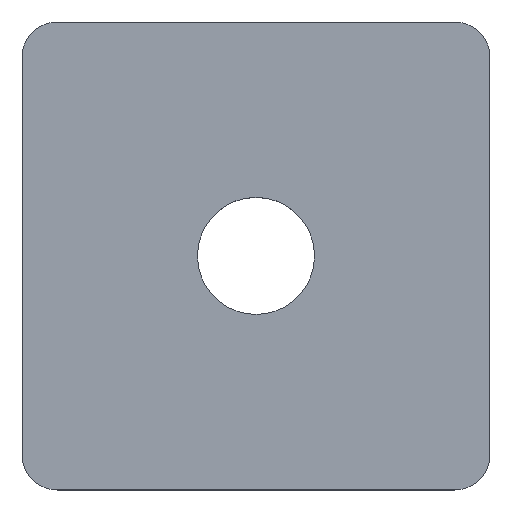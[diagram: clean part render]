
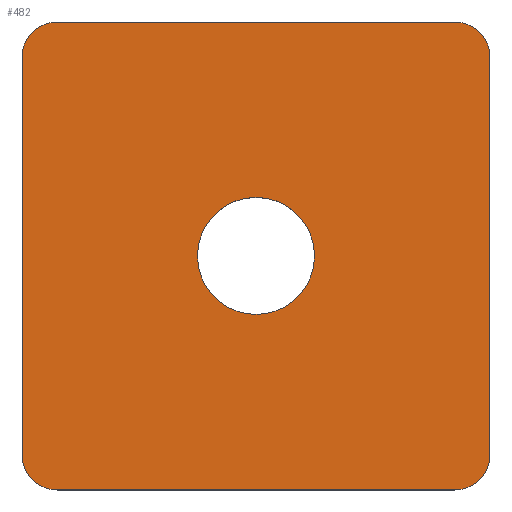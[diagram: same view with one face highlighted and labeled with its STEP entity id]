
A CAD part, top view. The second image highlights one B-rep face of the part: STEP entity #482.
In plain terms, the highlighted planar face has unit normal (0, 0, 1).
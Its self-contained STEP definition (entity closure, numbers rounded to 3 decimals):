
#12 = DIRECTION ( 'NONE',  ( 1., 0., 0. ) ) ;
#13 = VERTEX_POINT ( 'NONE', #496 ) ;
#20 = CARTESIAN_POINT ( 'NONE',  ( 8.5, -10., 1.5 ) ) ;
#48 = ORIENTED_EDGE ( 'NONE', *, *, #319, .T. ) ;
#49 = VERTEX_POINT ( 'NONE', #200 ) ;
#52 = ORIENTED_EDGE ( 'NONE', *, *, #300, .T. ) ;
#67 = CARTESIAN_POINT ( 'NONE',  ( 8.5, -8.5, 1.5 ) ) ;
#77 = ORIENTED_EDGE ( 'NONE', *, *, #304, .T. ) ;
#78 = CIRCLE ( 'NONE', #309, 1.5 ) ;
#84 = CIRCLE ( 'NONE', #333, 2.5 ) ;
#86 = CIRCLE ( 'NONE', #322, 1.5 ) ;
#100 = AXIS2_PLACEMENT_3D ( 'NONE', #413, #135, #450 ) ;
#101 = VERTEX_POINT ( 'NONE', #462 ) ;
#104 = CARTESIAN_POINT ( 'NONE',  ( -10., -8.5, 1.5 ) ) ;
#106 = DIRECTION ( 'NONE',  ( 1., 0., 0. ) ) ;
#135 = DIRECTION ( 'NONE',  ( 0., 0., 1. ) ) ;
#143 = ORIENTED_EDGE ( 'NONE', *, *, #287, .T. ) ;
#153 = CARTESIAN_POINT ( 'NONE',  ( 0., 0., 1.5 ) ) ;
#166 = CARTESIAN_POINT ( 'NONE',  ( -8.5, -8.5, 1.5 ) ) ;
#172 = VECTOR ( 'NONE', #538, 1000. ) ;
#182 = CARTESIAN_POINT ( 'NONE',  ( -8.5, -10., 1.5 ) ) ;
#193 = CARTESIAN_POINT ( 'NONE',  ( 8.5, 10., 1.5 ) ) ;
#195 = LINE ( 'NONE', #494, #172 ) ;
#200 = CARTESIAN_POINT ( 'NONE',  ( -10., 8.5, 1.5 ) ) ;
#201 = CARTESIAN_POINT ( 'NONE',  ( 0., 0., 1.5 ) ) ;
#204 = CIRCLE ( 'NONE', #403, 2.5 ) ;
#205 = DIRECTION ( 'NONE',  ( 1., 0., 0. ) ) ;
#206 = LINE ( 'NONE', #182, #311 ) ;
#207 = VERTEX_POINT ( 'NONE', #256 ) ;
#214 = CARTESIAN_POINT ( 'NONE',  ( -8.5, 8.5, 1.5 ) ) ;
#216 = ORIENTED_EDGE ( 'NONE', *, *, #332, .T. ) ;
#223 = AXIS2_PLACEMENT_3D ( 'NONE', #166, #261, #12 ) ;
#227 = VERTEX_POINT ( 'NONE', #20 ) ;
#231 = ORIENTED_EDGE ( 'NONE', *, *, #239, .F. ) ;
#233 = EDGE_LOOP ( 'NONE', ( #143, #278, #271, #52, #77, #48, #411, #216 ) ) ;
#237 = DIRECTION ( 'NONE',  ( 1., 0., 0. ) ) ;
#239 = EDGE_CURVE ( 'NONE', #391, #490, #204, .T. ) ;
#240 = CARTESIAN_POINT ( 'NONE',  ( 8.5, 8.5, 1.5 ) ) ;
#246 = DIRECTION ( 'NONE',  ( 1., 0., 0. ) ) ;
#256 = CARTESIAN_POINT ( 'NONE',  ( -8.5, -10., 1.5 ) ) ;
#260 = DIRECTION ( 'NONE',  ( 1., 0., 0. ) ) ;
#261 = DIRECTION ( 'NONE',  ( 0., 0., 1. ) ) ;
#263 = EDGE_CURVE ( 'NONE', #490, #391, #84, .T. ) ;
#265 = CARTESIAN_POINT ( 'NONE',  ( 10., 8.5, 1.5 ) ) ;
#266 = ORIENTED_EDGE ( 'NONE', *, *, #263, .F. ) ;
#271 = ORIENTED_EDGE ( 'NONE', *, *, #296, .T. ) ;
#278 = ORIENTED_EDGE ( 'NONE', *, *, #292, .T. ) ;
#287 = EDGE_CURVE ( 'NONE', #402, #207, #532, .T. ) ;
#292 = EDGE_CURVE ( 'NONE', #207, #227, #206, .T. ) ;
#296 = EDGE_CURVE ( 'NONE', #227, #101, #86, .T. ) ;
#298 = LINE ( 'NONE', #471, #407 ) ;
#300 = EDGE_CURVE ( 'NONE', #101, #502, #431, .T. ) ;
#304 = EDGE_CURVE ( 'NONE', #502, #401, #78, .T. ) ;
#305 = AXIS2_PLACEMENT_3D ( 'NONE', #214, #513, #260 ) ;
#306 = DIRECTION ( 'NONE',  ( 0., -1., 0. ) ) ;
#309 = AXIS2_PLACEMENT_3D ( 'NONE', #240, #539, #389 ) ;
#311 = VECTOR ( 'NONE', #237, 1000. ) ;
#313 = CARTESIAN_POINT ( 'NONE',  ( 2.5, 0., 1.5 ) ) ;
#314 = FACE_BOUND ( 'NONE', #392, .T. ) ;
#319 = EDGE_CURVE ( 'NONE', #401, #13, #195, .T. ) ;
#322 = AXIS2_PLACEMENT_3D ( 'NONE', #67, #378, #106 ) ;
#327 = EDGE_CURVE ( 'NONE', #13, #49, #420, .T. ) ;
#330 = CARTESIAN_POINT ( 'NONE',  ( 10., 8.5, 1.5 ) ) ;
#332 = EDGE_CURVE ( 'NONE', #49, #402, #298, .T. ) ;
#333 = AXIS2_PLACEMENT_3D ( 'NONE', #201, #498, #246 ) ;
#378 = DIRECTION ( 'NONE',  ( 0., 0., 1. ) ) ;
#389 = DIRECTION ( 'NONE',  ( -1., 0., 0. ) ) ;
#391 = VERTEX_POINT ( 'NONE', #425 ) ;
#392 = EDGE_LOOP ( 'NONE', ( #231, #266 ) ) ;
#401 = VERTEX_POINT ( 'NONE', #193 ) ;
#402 = VERTEX_POINT ( 'NONE', #104 ) ;
#403 = AXIS2_PLACEMENT_3D ( 'NONE', #153, #466, #205 ) ;
#407 = VECTOR ( 'NONE', #306, 1000. ) ;
#411 = ORIENTED_EDGE ( 'NONE', *, *, #327, .T. ) ;
#413 = CARTESIAN_POINT ( 'NONE',  ( -8.5, -8.5, 1.5 ) ) ;
#420 = CIRCLE ( 'NONE', #305, 1.5 ) ;
#425 = CARTESIAN_POINT ( 'NONE',  ( -2.5, 0., 1.5 ) ) ;
#431 = LINE ( 'NONE', #330, #519 ) ;
#433 = FACE_OUTER_BOUND ( 'NONE', #233, .T. ) ;
#450 = DIRECTION ( 'NONE',  ( 1., 0., 0. ) ) ;
#462 = CARTESIAN_POINT ( 'NONE',  ( 10., -8.5, 1.5 ) ) ;
#466 = DIRECTION ( 'NONE',  ( 0., 0., 1. ) ) ;
#471 = CARTESIAN_POINT ( 'NONE',  ( -10., 8.5, 1.5 ) ) ;
#482 = ADVANCED_FACE ( 'NONE', ( #433, #314 ), #514, .T. ) ;
#484 = DIRECTION ( 'NONE',  ( 0., 1., 0. ) ) ;
#490 = VERTEX_POINT ( 'NONE', #313 ) ;
#494 = CARTESIAN_POINT ( 'NONE',  ( -8.5, 10., 1.5 ) ) ;
#496 = CARTESIAN_POINT ( 'NONE',  ( -8.5, 10., 1.5 ) ) ;
#498 = DIRECTION ( 'NONE',  ( 0., 0., 1. ) ) ;
#502 = VERTEX_POINT ( 'NONE', #265 ) ;
#513 = DIRECTION ( 'NONE',  ( 0., 0., 1. ) ) ;
#514 = PLANE ( 'NONE',  #223 ) ;
#519 = VECTOR ( 'NONE', #484, 1000. ) ;
#532 = CIRCLE ( 'NONE', #100, 1.5 ) ;
#538 = DIRECTION ( 'NONE',  ( -1., 0., 0. ) ) ;
#539 = DIRECTION ( 'NONE',  ( 0., 0., 1. ) ) ;
